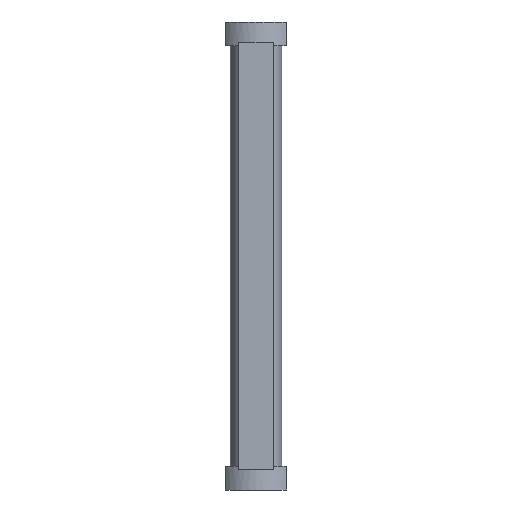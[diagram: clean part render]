
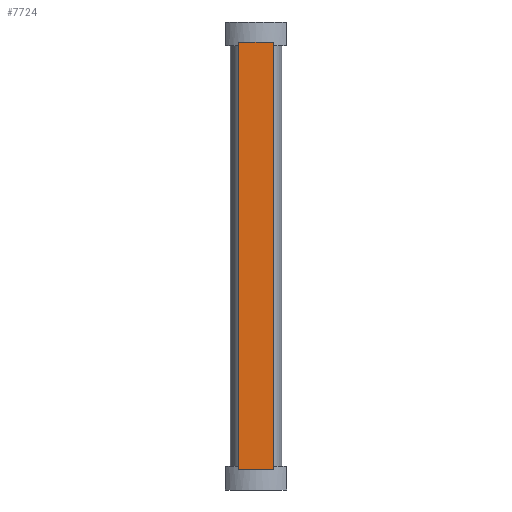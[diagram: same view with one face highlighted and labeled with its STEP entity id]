
A CAD part, front view. The second image highlights one B-rep face of the part: STEP entity #7724.
In plain terms, the highlighted planar face has unit normal (0, -1, 0).
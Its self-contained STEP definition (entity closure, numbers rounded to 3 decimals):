
#495 = CARTESIAN_POINT ( 'NONE',  ( 0., -10.5, 156.807 ) ) ;
#504 = CARTESIAN_POINT ( 'NONE',  ( -5., -10.5, 156.807 ) ) ;
#733 = LINE ( 'NONE', #2427, #2862 ) ;
#1340 = VERTEX_POINT ( 'NONE', #6533 ) ;
#1713 = CARTESIAN_POINT ( 'NONE',  ( 5., -10.5, 156.807 ) ) ;
#1799 = EDGE_LOOP ( 'NONE', ( #1939, #10094, #6880, #6367 ) ) ;
#1939 = ORIENTED_EDGE ( 'NONE', *, *, #8386, .F. ) ;
#2017 = LINE ( 'NONE', #1713, #4110 ) ;
#2297 = VERTEX_POINT ( 'NONE', #5346 ) ;
#2396 = DIRECTION ( 'NONE',  ( 1., 0., 0. ) ) ;
#2427 = CARTESIAN_POINT ( 'NONE',  ( 0., -10.5, 131. ) ) ;
#2862 = VECTOR ( 'NONE', #2396, 1000. ) ;
#2909 = PLANE ( 'NONE',  #6527 ) ;
#3305 = DIRECTION ( 'NONE',  ( 0., 0., -1. ) ) ;
#3701 = DIRECTION ( 'NONE',  ( 0., -1., 0. ) ) ;
#3797 = EDGE_CURVE ( 'NONE', #1340, #2297, #9569, .T. ) ;
#4108 = DIRECTION ( 'NONE',  ( 0., 0., -1. ) ) ;
#4110 = VECTOR ( 'NONE', #4108, 1000. ) ;
#4284 = EDGE_CURVE ( 'NONE', #8680, #4637, #2017, .T. ) ;
#4361 = FACE_OUTER_BOUND ( 'NONE', #1799, .T. ) ;
#4417 = EDGE_CURVE ( 'NONE', #4637, #2297, #7053, .T. ) ;
#4491 = CARTESIAN_POINT ( 'NONE',  ( 5., -10.5, 131. ) ) ;
#4637 = VERTEX_POINT ( 'NONE', #4997 ) ;
#4997 = CARTESIAN_POINT ( 'NONE',  ( 5., -10.5, 6. ) ) ;
#5006 = DIRECTION ( 'NONE',  ( -1., 0., 0. ) ) ;
#5008 = VECTOR ( 'NONE', #5006, 1000. ) ;
#5346 = CARTESIAN_POINT ( 'NONE',  ( -5., -10.5, 6. ) ) ;
#6367 = ORIENTED_EDGE ( 'NONE', *, *, #4284, .F. ) ;
#6527 = AXIS2_PLACEMENT_3D ( 'NONE', #495, #3701, #9180 ) ;
#6533 = CARTESIAN_POINT ( 'NONE',  ( -5., -10.5, 131. ) ) ;
#6880 = ORIENTED_EDGE ( 'NONE', *, *, #4417, .F. ) ;
#7053 = LINE ( 'NONE', #7493, #5008 ) ;
#7493 = CARTESIAN_POINT ( 'NONE',  ( 0., -10.5, 6. ) ) ;
#7724 = ADVANCED_FACE ( 'NONE', ( #4361 ), #2909, .T. ) ;
#7742 = VECTOR ( 'NONE', #3305, 1000. ) ;
#8386 = EDGE_CURVE ( 'NONE', #1340, #8680, #733, .T. ) ;
#8680 = VERTEX_POINT ( 'NONE', #4491 ) ;
#9180 = DIRECTION ( 'NONE',  ( 0., 0., -1. ) ) ;
#9569 = LINE ( 'NONE', #504, #7742 ) ;
#10094 = ORIENTED_EDGE ( 'NONE', *, *, #3797, .T. ) ;
